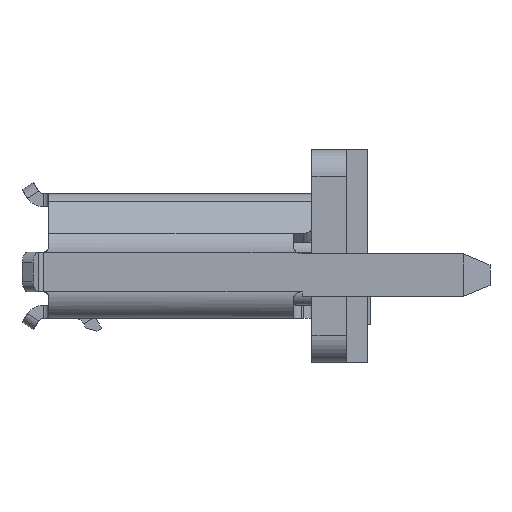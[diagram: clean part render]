
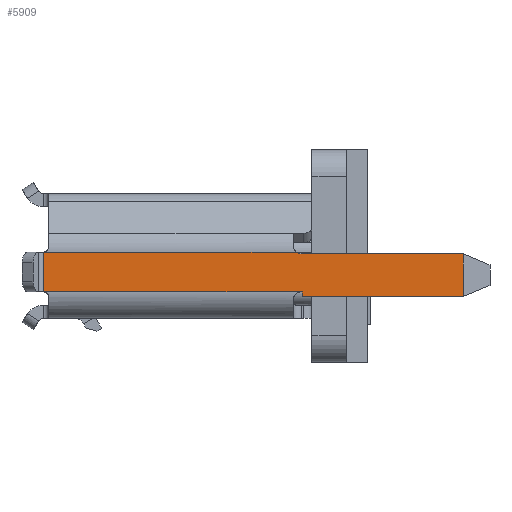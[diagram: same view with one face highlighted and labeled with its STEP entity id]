
A CAD part, left-side view. The second image highlights one B-rep face of the part: STEP entity #5909.
In plain terms, the highlighted planar face has unit normal (-1, 0, 0).
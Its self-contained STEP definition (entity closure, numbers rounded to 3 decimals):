
#326 = CARTESIAN_POINT ( 'NONE',  ( -3.7, 1.281, -0.675 ) ) ;
#461 = EDGE_CURVE ( 'NONE', #2094, #7196, #8348, .T. ) ;
#1115 = CARTESIAN_POINT ( 'NONE',  ( -3.7, -2.25, -0.76 ) ) ;
#1124 = VECTOR ( 'NONE', #8560, 1000. ) ;
#1216 = VERTEX_POINT ( 'NONE', #6376 ) ;
#1429 = LINE ( 'NONE', #5997, #15195 ) ;
#1465 = EDGE_CURVE ( 'NONE', #2292, #2094, #12323, .T. ) ;
#1615 = LINE ( 'NONE', #14921, #11617 ) ;
#1675 = DIRECTION ( 'NONE',  ( 0., 1., 0. ) ) ;
#1728 = ORIENTED_EDGE ( 'NONE', *, *, #6008, .T. ) ;
#1838 = ORIENTED_EDGE ( 'NONE', *, *, #6886, .F. ) ;
#2094 = VERTEX_POINT ( 'NONE', #5924 ) ;
#2200 = EDGE_CURVE ( 'NONE', #8479, #4016, #5121, .T. ) ;
#2272 = AXIS2_PLACEMENT_3D ( 'NONE', #9979, #12452, #2826 ) ;
#2292 = VERTEX_POINT ( 'NONE', #11267 ) ;
#2399 = CARTESIAN_POINT ( 'NONE',  ( -3.7, 1.281, -0.76 ) ) ;
#2404 = CARTESIAN_POINT ( 'NONE',  ( -3.7, 6.153, 0.075 ) ) ;
#2697 = LINE ( 'NONE', #9924, #4202 ) ;
#2770 = ORIENTED_EDGE ( 'NONE', *, *, #6882, .T. ) ;
#2782 = CARTESIAN_POINT ( 'NONE',  ( -3.7, -3.283, -0.675 ) ) ;
#2799 = ORIENTED_EDGE ( 'NONE', *, *, #14784, .T. ) ;
#2826 = DIRECTION ( 'NONE',  ( 0., 0., -1. ) ) ;
#2935 = LINE ( 'NONE', #3173, #13886 ) ;
#2954 = CARTESIAN_POINT ( 'NONE',  ( -3.7, 6.15, -0.675 ) ) ;
#3002 = VECTOR ( 'NONE', #7261, 1000. ) ;
#3173 = CARTESIAN_POINT ( 'NONE',  ( -3.7, 1.281, -0.675 ) ) ;
#3406 = DIRECTION ( 'NONE',  ( 0., 0., 1. ) ) ;
#3675 = DIRECTION ( 'NONE',  ( 0., 1., 0. ) ) ;
#3943 = LINE ( 'NONE', #2399, #3002 ) ;
#4016 = VERTEX_POINT ( 'NONE', #2404 ) ;
#4058 = ORIENTED_EDGE ( 'NONE', *, *, #2200, .T. ) ;
#4202 = VECTOR ( 'NONE', #13506, 1000. ) ;
#4207 = ORIENTED_EDGE ( 'NONE', *, *, #8385, .T. ) ;
#4462 = ORIENTED_EDGE ( 'NONE', *, *, #13307, .T. ) ;
#4626 = ORIENTED_EDGE ( 'NONE', *, *, #10089, .F. ) ;
#5121 = LINE ( 'NONE', #5140, #1124 ) ;
#5140 = CARTESIAN_POINT ( 'NONE',  ( -3.7, 6.05, 0.075 ) ) ;
#5535 = VERTEX_POINT ( 'NONE', #11824 ) ;
#5909 = ADVANCED_FACE ( 'NONE', ( #9933 ), #14894, .F. ) ;
#5924 = CARTESIAN_POINT ( 'NONE',  ( -3.7, -1.75, 0.04 ) ) ;
#5997 = CARTESIAN_POINT ( 'NONE',  ( -3.7, 6.05, -0.675 ) ) ;
#6008 = EDGE_CURVE ( 'NONE', #5535, #6818, #2935, .T. ) ;
#6376 = CARTESIAN_POINT ( 'NONE',  ( -3.7, 6.153, -0.675 ) ) ;
#6413 = DIRECTION ( 'NONE',  ( 0., 1., 0. ) ) ;
#6419 = VERTEX_POINT ( 'NONE', #2954 ) ;
#6542 = LINE ( 'NONE', #1115, #7797 ) ;
#6780 = EDGE_CURVE ( 'NONE', #4016, #1216, #2697, .T. ) ;
#6818 = VERTEX_POINT ( 'NONE', #326 ) ;
#6882 = EDGE_CURVE ( 'NONE', #7196, #15088, #9503, .T. ) ;
#6886 = EDGE_CURVE ( 'NONE', #5535, #6419, #10430, .T. ) ;
#6915 = CARTESIAN_POINT ( 'NONE',  ( -3.7, 1.281, -0.76 ) ) ;
#6985 = CARTESIAN_POINT ( 'NONE',  ( -3.7, -1.75, -2. ) ) ;
#7196 = VERTEX_POINT ( 'NONE', #15531 ) ;
#7261 = DIRECTION ( 'NONE',  ( 0., 0., -1. ) ) ;
#7562 = DIRECTION ( 'NONE',  ( 0., 0., -1. ) ) ;
#7721 = ORIENTED_EDGE ( 'NONE', *, *, #1465, .T. ) ;
#7797 = VECTOR ( 'NONE', #10809, 1000. ) ;
#7819 = DIRECTION ( 'NONE',  ( 0., -1., 0. ) ) ;
#8328 = DIRECTION ( 'NONE',  ( 0., 1., 0. ) ) ;
#8348 = LINE ( 'NONE', #8520, #13468 ) ;
#8358 = ORIENTED_EDGE ( 'NONE', *, *, #461, .T. ) ;
#8385 = EDGE_CURVE ( 'NONE', #6818, #14364, #3943, .T. ) ;
#8437 = EDGE_LOOP ( 'NONE', ( #4462, #7721, #8358, #2770, #2799, #4058, #14379, #4626, #1838, #1728, #4207 ) ) ;
#8479 = VERTEX_POINT ( 'NONE', #9976 ) ;
#8520 = CARTESIAN_POINT ( 'NONE',  ( -3.7, 1.45, 0.04 ) ) ;
#8560 = DIRECTION ( 'NONE',  ( 0., 1., 0. ) ) ;
#8805 = CARTESIAN_POINT ( 'NONE',  ( -3.7, 1.396, 0.075 ) ) ;
#9503 = CIRCLE ( 'NONE', #2272, 0.15 ) ;
#9616 = AXIS2_PLACEMENT_3D ( 'NONE', #11373, #13706, #7562 ) ;
#9924 = CARTESIAN_POINT ( 'NONE',  ( -3.7, 6.153, 0.075 ) ) ;
#9933 = FACE_OUTER_BOUND ( 'NONE', #8437, .T. ) ;
#9976 = CARTESIAN_POINT ( 'NONE',  ( -3.7, 6.15, 0.075 ) ) ;
#9979 = CARTESIAN_POINT ( 'NONE',  ( -3.7, 1.3, 0.19 ) ) ;
#10089 = EDGE_CURVE ( 'NONE', #6419, #1216, #1429, .T. ) ;
#10430 = LINE ( 'NONE', #2782, #13474 ) ;
#10809 = DIRECTION ( 'NONE',  ( 0., -1., 0. ) ) ;
#11002 = VECTOR ( 'NONE', #3406, 1000. ) ;
#11267 = CARTESIAN_POINT ( 'NONE',  ( -3.7, -1.75, -0.76 ) ) ;
#11373 = CARTESIAN_POINT ( 'NONE',  ( -3.7, -3.283, 0.075 ) ) ;
#11617 = VECTOR ( 'NONE', #1675, 1000. ) ;
#11824 = CARTESIAN_POINT ( 'NONE',  ( -3.7, 1.3, -0.675 ) ) ;
#12323 = LINE ( 'NONE', #6985, #11002 ) ;
#12452 = DIRECTION ( 'NONE',  ( 1., 0., 0. ) ) ;
#13307 = EDGE_CURVE ( 'NONE', #14364, #2292, #6542, .T. ) ;
#13468 = VECTOR ( 'NONE', #3675, 1000. ) ;
#13474 = VECTOR ( 'NONE', #6413, 1000. ) ;
#13506 = DIRECTION ( 'NONE',  ( 0., 0., -1. ) ) ;
#13706 = DIRECTION ( 'NONE',  ( 1., 0., 0. ) ) ;
#13886 = VECTOR ( 'NONE', #7819, 1000. ) ;
#14364 = VERTEX_POINT ( 'NONE', #6915 ) ;
#14379 = ORIENTED_EDGE ( 'NONE', *, *, #6780, .T. ) ;
#14784 = EDGE_CURVE ( 'NONE', #15088, #8479, #1615, .T. ) ;
#14894 = PLANE ( 'NONE',  #9616 ) ;
#14921 = CARTESIAN_POINT ( 'NONE',  ( -3.7, -3.283, 0.075 ) ) ;
#15088 = VERTEX_POINT ( 'NONE', #8805 ) ;
#15195 = VECTOR ( 'NONE', #8328, 1000. ) ;
#15531 = CARTESIAN_POINT ( 'NONE',  ( -3.7, 1.3, 0.04 ) ) ;
